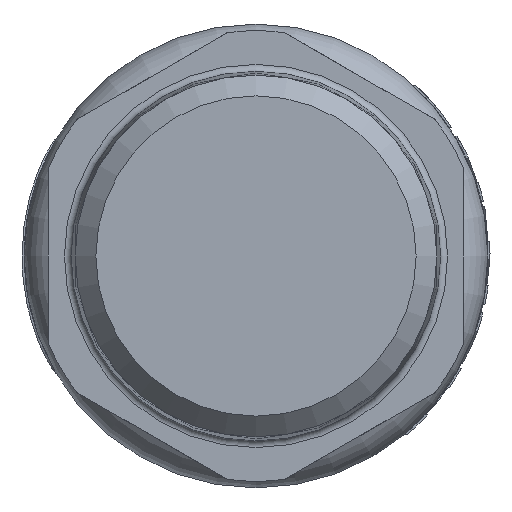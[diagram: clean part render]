
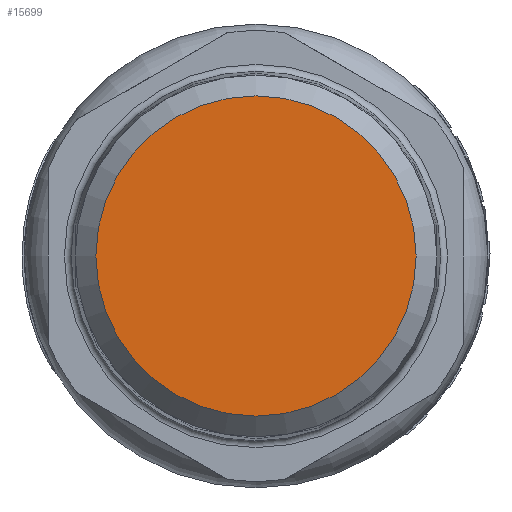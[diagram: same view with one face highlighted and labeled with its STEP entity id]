
A CAD part, left-side view. The second image highlights one B-rep face of the part: STEP entity #15699.
In plain terms, the highlighted planar face has unit normal (-1, 0, 0).
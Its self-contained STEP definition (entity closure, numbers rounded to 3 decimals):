
#647=PLANE('',#16845);
#2852=FACE_OUTER_BOUND('',#3710,.T.);
#3710=EDGE_LOOP('',(#13062,#13063));
#4327=CIRCLE('',#16846,11.566);
#4328=CIRCLE('',#16847,11.566);
#6663=VERTEX_POINT('',#31349);
#6664=VERTEX_POINT('',#31350);
#8865=EDGE_CURVE('',#6663,#6664,#4327,.T.);
#8866=EDGE_CURVE('',#6664,#6663,#4328,.T.);
#13062=ORIENTED_EDGE('',*,*,#8865,.T.);
#13063=ORIENTED_EDGE('',*,*,#8866,.T.);
#15699=ADVANCED_FACE('',(#2852),#647,.T.);
#16845=AXIS2_PLACEMENT_3D('',#31348,#19845,#19846);
#16846=AXIS2_PLACEMENT_3D('',#31351,#19847,#19848);
#16847=AXIS2_PLACEMENT_3D('',#31352,#19849,#19850);
#19845=DIRECTION('center_axis',(-1.,0.,0.));
#19846=DIRECTION('ref_axis',(0.,-1.,0.));
#19847=DIRECTION('center_axis',(-1.,0.,0.));
#19848=DIRECTION('ref_axis',(0.,0.,
1.));
#19849=DIRECTION('center_axis',(-1.,0.,0.));
#19850=DIRECTION('ref_axis',(0.,0.,
1.));
#31348=CARTESIAN_POINT('Origin',(-60.98,0.,
13.017));
#31349=CARTESIAN_POINT('',(-60.98,0.,11.566));
#31350=CARTESIAN_POINT('',(-60.98,0.,-11.566));
#31351=CARTESIAN_POINT('Origin',(-60.98,0.,
0.));
#31352=CARTESIAN_POINT('Origin',(-60.98,0.,
0.));
